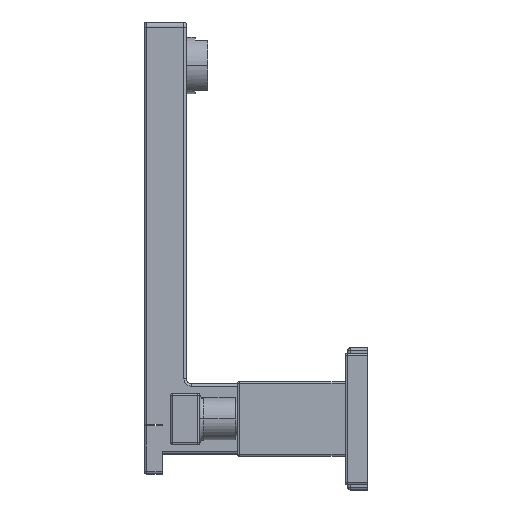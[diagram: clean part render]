
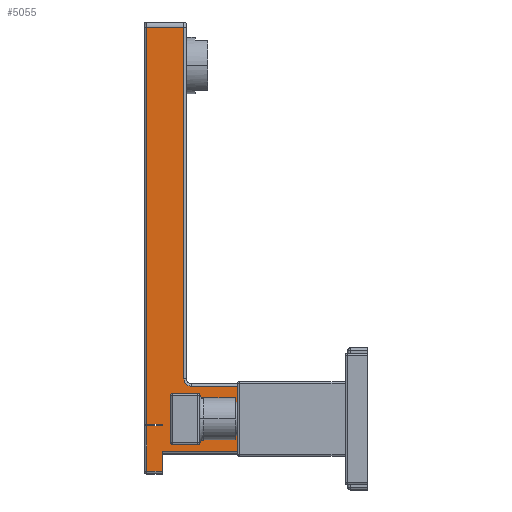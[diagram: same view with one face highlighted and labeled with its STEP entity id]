
A CAD part, left-side view. The second image highlights one B-rep face of the part: STEP entity #5055.
In plain terms, the highlighted planar face has unit normal (-1, 0, 0).
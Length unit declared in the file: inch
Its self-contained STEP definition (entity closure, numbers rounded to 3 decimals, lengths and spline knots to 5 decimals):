
#4155=DIRECTION('',(0.,0.,1.));
#4156=VECTOR('',#4155,0.018);
#4157=CARTESIAN_POINT('',(-0.835,3.184,-0.10325));
#4158=LINE('',#4157,#4156);
#4159=DIRECTION('',(0.,-1.,0.));
#4160=VECTOR('',#4159,0.574);
#4161=CARTESIAN_POINT('',(-0.835,3.42,6.06675));
#4162=LINE('',#4161,#4160);
#4163=DIRECTION('',(0.,0.,-1.));
#4164=VECTOR('',#4163,5.4435);
#4165=CARTESIAN_POINT('',(-0.835,2.846,6.06675));
#4166=LINE('',#4165,#4164);
#4167=CARTESIAN_POINT('',(-0.835,2.726,0.62325));
#4168=DIRECTION('',(-1.,0.,0.));
#4169=DIRECTION('',(0.,1.,0.));
#4170=AXIS2_PLACEMENT_3D('',#4167,#4168,#4169);
#4172=DIRECTION('',(0.,-1.,0.));
#4173=VECTOR('',#4172,2.416);
#4174=CARTESIAN_POINT('',(-0.835,2.726,0.50325));
#4175=LINE('',#4174,#4173);
#4176=DIRECTION('',(0.,0.,-1.));
#4177=VECTOR('',#4176,1.0065);
#4178=CARTESIAN_POINT('',(-0.835,0.31,0.50325));
#4179=LINE('',#4178,#4177);
#4180=DIRECTION('',(0.,-1.,0.));
#4181=VECTOR('',#4180,2.874);
#4182=CARTESIAN_POINT('',(-0.835,3.184,-0.50325));
#4183=LINE('',#4182,#4181);
#4216=DIRECTION('',(0.,0.,1.));
#4217=VECTOR('',#4216,0.31);
#4218=CARTESIAN_POINT('',(-0.835,3.184,-0.81325));
#4219=LINE('',#4218,#4217);
#4496=DIRECTION('',(0.,0.,-1.));
#4497=VECTOR('',#4496,6.152);
#4498=CARTESIAN_POINT('',(-0.835,3.42,6.06675));
#4499=LINE('',#4498,#4497);
#4536=DIRECTION('',(0.,-1.,0.));
#4537=VECTOR('',#4536,0.236);
#4538=CARTESIAN_POINT('',(-0.835,3.42,-0.08525));
#4539=LINE('',#4538,#4537);
#4548=DIRECTION('',(0.,1.,0.));
#4549=VECTOR('',#4548,0.236);
#4550=CARTESIAN_POINT('',(-0.835,3.184,-0.10325));
#4551=LINE('',#4550,#4549);
#4566=DIRECTION('',(0.,0.,-1.));
#4567=VECTOR('',#4566,0.71);
#4568=CARTESIAN_POINT('',(-0.835,3.42,-0.10325));
#4569=LINE('',#4568,#4567);
#4700=DIRECTION('',(0.,-1.,0.));
#4701=VECTOR('',#4700,0.236);
#4702=CARTESIAN_POINT('',(-0.835,3.42,-0.81325));
#4703=LINE('',#4702,#4701);
#4810=CARTESIAN_POINT('',(-0.835,0.31,-0.50325));
#4811=VERTEX_POINT('',#4810);
#4812=CARTESIAN_POINT('',(-0.835,0.31,0.50325));
#4813=VERTEX_POINT('',#4812);
#4836=CARTESIAN_POINT('',(-0.835,2.726,0.50325));
#4837=VERTEX_POINT('',#4836);
#4838=CARTESIAN_POINT('',(-0.835,3.184,-0.50325));
#4839=VERTEX_POINT('',#4838);
#4840=CARTESIAN_POINT('',(-0.835,3.184,-0.81325));
#4841=VERTEX_POINT('',#4840);
#4842=CARTESIAN_POINT('',(-0.835,3.42,-0.81325));
#4843=VERTEX_POINT('',#4842);
#4844=CARTESIAN_POINT('',(-0.835,3.42,-0.10325));
#4845=VERTEX_POINT('',#4844);
#4846=CARTESIAN_POINT('',(-0.835,3.184,-0.10325));
#4847=VERTEX_POINT('',#4846);
#4848=CARTESIAN_POINT('',(-0.835,3.184,-0.08525));
#4849=VERTEX_POINT('',#4848);
#4850=CARTESIAN_POINT('',(-0.835,3.42,-0.08525));
#4851=VERTEX_POINT('',#4850);
#4852=CARTESIAN_POINT('',(-0.835,3.42,6.06675));
#4853=VERTEX_POINT('',#4852);
#4854=CARTESIAN_POINT('',(-0.835,2.846,6.06675));
#4855=VERTEX_POINT('',#4854);
#4856=CARTESIAN_POINT('',(-0.835,2.846,0.62325));
#4857=VERTEX_POINT('',#4856);
#5024=CARTESIAN_POINT('',(-0.835,0.31,-0.54325));
#5025=DIRECTION('',(1.,0.,0.));
#5026=DIRECTION('',(0.,0.,-1.));
#5027=AXIS2_PLACEMENT_3D('',#5024,#5025,#5026);
#5028=PLANE('',#5027);
#5030=ORIENTED_EDGE('',*,*,#5029,.F.);
#5032=ORIENTED_EDGE('',*,*,#5031,.F.);
#5034=ORIENTED_EDGE('',*,*,#5033,.F.);
#5036=ORIENTED_EDGE('',*,*,#5035,.F.);
#5038=ORIENTED_EDGE('',*,*,#5037,.F.);
#5040=ORIENTED_EDGE('',*,*,#5039,.T.);
#5042=ORIENTED_EDGE('',*,*,#5041,.F.);
#5044=ORIENTED_EDGE('',*,*,#5043,.F.);
#5046=ORIENTED_EDGE('',*,*,#5045,.T.);
#5047=ORIENTED_EDGE('',*,*,#5017,.T.);
#5048=ORIENTED_EDGE('',*,*,#4963,.T.);
#5050=ORIENTED_EDGE('',*,*,#5049,.T.);
#5052=ORIENTED_EDGE('',*,*,#5051,.T.);
#5053=EDGE_LOOP('',(#5030,#5032,#5034,#5036,#5038,#5040,#5042,#5044,#5046,#5047,
#5048,#5050,#5052));
#5054=FACE_OUTER_BOUND('',#5053,.F.);
#5055=ADVANCED_FACE('',(#5054),#5028,.F.);
#4171=CIRCLE('',#4170,0.12);
#4963=EDGE_CURVE('',#4857,#4837,#4171,.T.);
#5017=EDGE_CURVE('',#4855,#4857,#4166,.T.);
#5029=EDGE_CURVE('',#4839,#4811,#4183,.T.);
#5031=EDGE_CURVE('',#4841,#4839,#4219,.T.);
#5033=EDGE_CURVE('',#4843,#4841,#4703,.T.);
#5035=EDGE_CURVE('',#4845,#4843,#4569,.T.);
#5037=EDGE_CURVE('',#4847,#4845,#4551,.T.);
#5039=EDGE_CURVE('',#4847,#4849,#4158,.T.);
#5041=EDGE_CURVE('',#4851,#4849,#4539,.T.);
#5043=EDGE_CURVE('',#4853,#4851,#4499,.T.);
#5045=EDGE_CURVE('',#4853,#4855,#4162,.T.);
#5049=EDGE_CURVE('',#4837,#4813,#4175,.T.);
#5051=EDGE_CURVE('',#4813,#4811,#4179,.T.);
